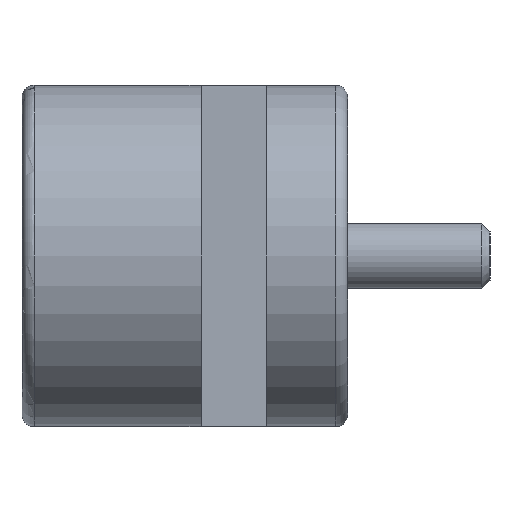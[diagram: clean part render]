
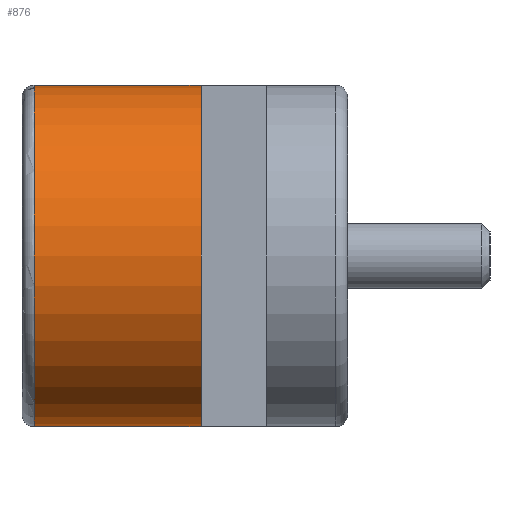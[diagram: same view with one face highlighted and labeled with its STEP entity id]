
A CAD part, left-side view. The second image highlights one B-rep face of the part: STEP entity #876.
In plain terms, the highlighted cylindrical face has radius 2.1 mm (diameter 4.2 mm), a partial arc.
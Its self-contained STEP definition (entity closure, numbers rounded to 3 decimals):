
#106=FACE_OUTER_BOUND('',#174,.T.);
#174=EDGE_LOOP('',(#728,#729,#730,#731,#732));
#235=LINE('',#1808,#291);
#245=LINE('',#1827,#301);
#291=VECTOR('',#1248,1000.);
#301=VECTOR('',#1260,1000.);
#362=CIRCLE('',#987,2.1);
#373=CIRCLE('',#1006,2.1);
#374=CIRCLE('',#1007,2.1);
#425=VERTEX_POINT('',#1767);
#427=VERTEX_POINT('',#1773);
#437=VERTEX_POINT('',#1807);
#445=VERTEX_POINT('',#1826);
#446=VERTEX_POINT('',#1828);
#525=EDGE_CURVE('',#427,#425,#362,.T.);
#541=EDGE_CURVE('',#425,#437,#235,.T.);
#551=EDGE_CURVE('',#427,#445,#245,.T.);
#552=EDGE_CURVE('',#437,#446,#373,.T.);
#553=EDGE_CURVE('',#445,#446,#374,.T.);
#728=ORIENTED_EDGE('',*,*,#551,.F.);
#729=ORIENTED_EDGE('',*,*,#525,.T.);
#730=ORIENTED_EDGE('',*,*,#541,.T.);
#731=ORIENTED_EDGE('',*,*,#552,.T.);
#732=ORIENTED_EDGE('',*,*,#553,.F.);
#836=CYLINDRICAL_SURFACE('',#1005,2.1);
#876=ADVANCED_FACE('',(#106),#836,.T.);
#987=AXIS2_PLACEMENT_3D('',#1775,#1207,#1208);
#1005=AXIS2_PLACEMENT_3D('',#1825,#1258,#1259);
#1006=AXIS2_PLACEMENT_3D('',#1829,#1261,#1262);
#1007=AXIS2_PLACEMENT_3D('',#1830,#1263,#1264);
#1207=DIRECTION('center_axis',(0.,-1.,0.));
#1208=DIRECTION('ref_axis',(0.,0.,1.));
#1248=DIRECTION('',(0.,-1.,0.));
#1258=DIRECTION('center_axis',(0.,1.,0.));
#1259=DIRECTION('ref_axis',(0.,0.,1.));
#1260=DIRECTION('',(0.,-1.,0.));
#1261=DIRECTION('center_axis',(0.,1.,0.));
#1262=DIRECTION('ref_axis',(0.,0.,1.));
#1263=DIRECTION('center_axis',(0.,-1.,0.));
#1264=DIRECTION('ref_axis',(0.,0.,1.));
#1767=CARTESIAN_POINT('',(-7.94,3.85,-4.2));
#1773=CARTESIAN_POINT('',(-7.94,3.85,0.));
#1775=CARTESIAN_POINT('Origin',(-7.94,3.85,-2.1));
#1807=CARTESIAN_POINT('',(-7.94,1.8,-4.2));
#1808=CARTESIAN_POINT('',(-7.94,4.,-4.2));
#1825=CARTESIAN_POINT('Origin',(-7.94,4.,-2.1));
#1826=CARTESIAN_POINT('',(-7.94,1.8,0.));
#1827=CARTESIAN_POINT('',(-7.94,0.,0.));
#1828=CARTESIAN_POINT('',(-10.04,1.8,-2.1));
#1829=CARTESIAN_POINT('Origin',(-7.94,1.8,-2.1));
#1830=CARTESIAN_POINT('Origin',(-7.94,1.8,-2.1));
